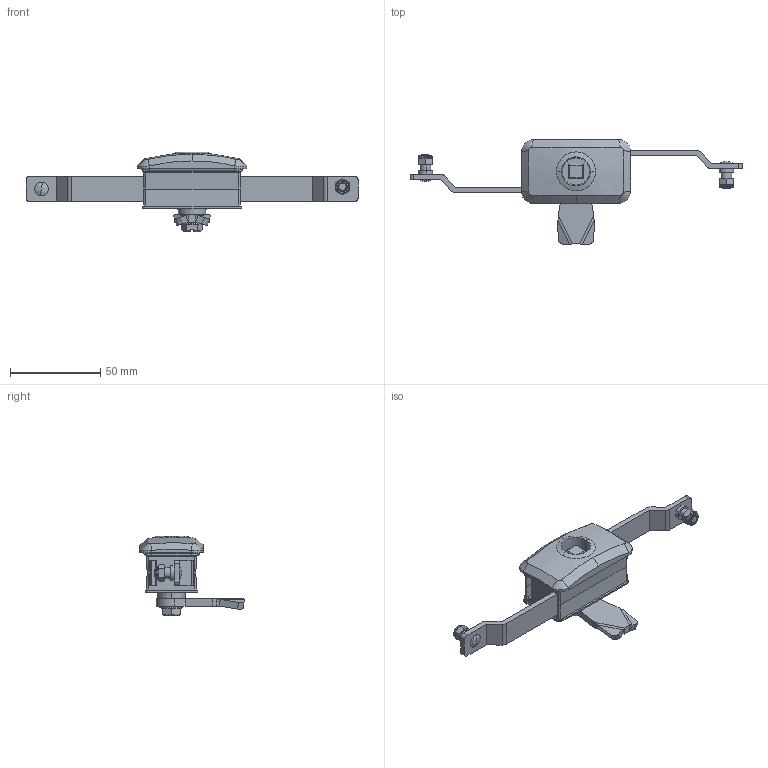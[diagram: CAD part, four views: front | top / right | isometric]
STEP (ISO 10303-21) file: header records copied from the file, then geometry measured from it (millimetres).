
FILE_DESCRIPTION (( 'STEP AP203' ), '1' );
FILE_NAME ('KI03.48.CC.R-L1.STEP', '2022-08-25T13:56:11', ( '' ), ( '' ), 'SwSTEP 2.0', 'SolidWorks 2021', '' );
FILE_SCHEMA (( 'CONFIG_CONTROL_DESIGN' ));
Length unit declared in the file: millimetre
Products named in the file (1): KI03.48.CC.R-L1
Bounding box: 183.66 x 57.92 x 44.1 mm (x, y, z)
Surface area: 23773 mm2 (no closed solid volume)
Topology: 0 solids, 22 shells, 345 faces, 1180 edges, 845 vertices
Faces by surface type: plane 158, cylinder 103, bspline 61, cone 23
Entity records: 16898 total; most frequent: CARTESIAN_POINT 7539, ORIENTED_EDGE 1944, DIRECTION 1651, EDGE_CURVE 1178, VERTEX_POINT 845, AXIS2_PLACEMENT_3D 563, LINE 525, VECTOR 525
